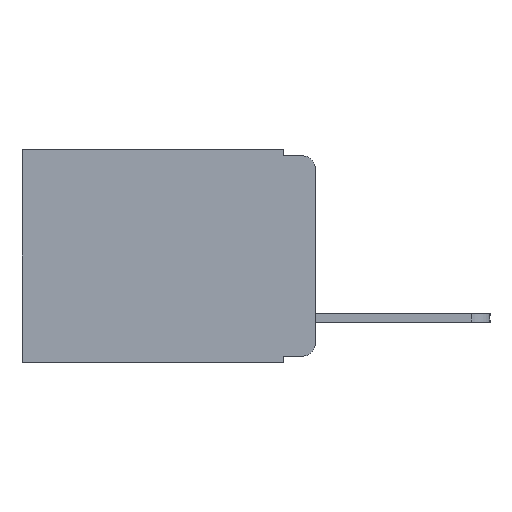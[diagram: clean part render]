
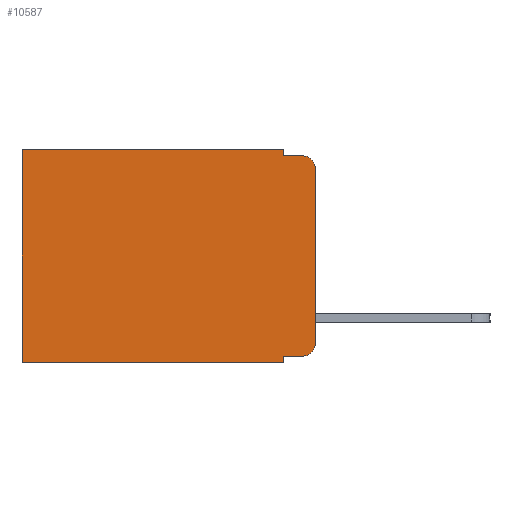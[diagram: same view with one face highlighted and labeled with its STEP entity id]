
A CAD part, left-side view. The second image highlights one B-rep face of the part: STEP entity #10587.
In plain terms, the highlighted planar face has unit normal (-1, 0, 0).
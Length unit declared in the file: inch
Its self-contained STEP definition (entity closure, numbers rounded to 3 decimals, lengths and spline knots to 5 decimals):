
#40 = CARTESIAN_POINT ( 'NONE',  ( 0.298, 0.473, 0. ) ) ;
#328 = CARTESIAN_POINT ( 'NONE',  ( 0.298, 0.473, -0.343 ) ) ;
#334 = ORIENTED_EDGE ( 'NONE', *, *, #10082, .F. ) ;
#376 = CIRCLE ( 'NONE', #15371, 0.02 ) ;
#382 = VERTEX_POINT ( 'NONE', #6515 ) ;
#845 = ORIENTED_EDGE ( 'NONE', *, *, #6558, .F. ) ;
#1087 = ORIENTED_EDGE ( 'NONE', *, *, #16043, .T. ) ;
#1318 = ORIENTED_EDGE ( 'NONE', *, *, #7462, .F. ) ;
#1398 = CARTESIAN_POINT ( 'NONE',  ( 0.298, 0.473, 0. ) ) ;
#2009 = ORIENTED_EDGE ( 'NONE', *, *, #3790, .T. ) ;
#2205 = DIRECTION ( 'NONE',  ( -1., 0., 0. ) ) ;
#2555 = EDGE_CURVE ( 'NONE', #16035, #382, #8905, .T. ) ;
#2592 = CARTESIAN_POINT ( 'NONE',  ( 0.298, 0., -0.343 ) ) ;
#3001 = VERTEX_POINT ( 'NONE', #12730 ) ;
#3241 = CARTESIAN_POINT ( 'NONE',  ( 0.298, 0., 0. ) ) ;
#3273 = VECTOR ( 'NONE', #6417, 39.37008 ) ;
#3282 = CARTESIAN_POINT ( 'NONE',  ( 0.298, 0.051, 0. ) ) ;
#3339 = LINE ( 'NONE', #15400, #10238 ) ;
#3637 = AXIS2_PLACEMENT_3D ( 'NONE', #14725, #7311, #15968 ) ;
#3790 = EDGE_CURVE ( 'NONE', #11431, #7738, #13741, .T. ) ;
#4019 = DIRECTION ( 'NONE',  ( 0., 0., -1. ) ) ;
#4150 = VERTEX_POINT ( 'NONE', #6523 ) ;
#4424 = DIRECTION ( 'NONE',  ( 0., 0., -1. ) ) ;
#4607 = CARTESIAN_POINT ( 'NONE',  ( 0.298, 0.02, -0.333 ) ) ;
#4661 = EDGE_CURVE ( 'NONE', #7738, #8236, #5400, .T. ) ;
#5219 = AXIS2_PLACEMENT_3D ( 'NONE', #3241, #16214, #8933 ) ;
#5400 = LINE ( 'NONE', #40, #8585 ) ;
#5575 = CARTESIAN_POINT ( 'NONE',  ( 0.298, 0.051, 0. ) ) ;
#5652 = VECTOR ( 'NONE', #12079, 39.37008 ) ;
#6073 = LINE ( 'NONE', #2592, #5652 ) ;
#6417 = DIRECTION ( 'NONE',  ( 0., 1., 0. ) ) ;
#6458 = ORIENTED_EDGE ( 'NONE', *, *, #8593, .F. ) ;
#6515 = CARTESIAN_POINT ( 'NONE',  ( 0.298, 0.051, -0.343 ) ) ;
#6523 = CARTESIAN_POINT ( 'NONE',  ( 0.298, 0.02, -0.01 ) ) ;
#6558 = EDGE_CURVE ( 'NONE', #11431, #13953, #3339, .T. ) ;
#6819 = CARTESIAN_POINT ( 'NONE',  ( 0.298, 0.051, -0.333 ) ) ;
#6885 = CARTESIAN_POINT ( 'NONE',  ( 0.298, 0., 0. ) ) ;
#7092 = ORIENTED_EDGE ( 'NONE', *, *, #14413, .T. ) ;
#7311 = DIRECTION ( 'NONE',  ( -1., 0., 0. ) ) ;
#7462 = EDGE_CURVE ( 'NONE', #13953, #4150, #9065, .T. ) ;
#7588 = PLANE ( 'NONE',  #5219 ) ;
#7738 = VERTEX_POINT ( 'NONE', #1398 ) ;
#8160 = ORIENTED_EDGE ( 'NONE', *, *, #8367, .T. ) ;
#8236 = VERTEX_POINT ( 'NONE', #328 ) ;
#8367 = EDGE_CURVE ( 'NONE', #3001, #4150, #376, .T. ) ;
#8492 = VECTOR ( 'NONE', #16269, 39.37008 ) ;
#8585 = VECTOR ( 'NONE', #16894, 39.37008 ) ;
#8593 = EDGE_CURVE ( 'NONE', #382, #8236, #6073, .T. ) ;
#8650 = VECTOR ( 'NONE', #12736, 39.37008 ) ;
#8905 = LINE ( 'NONE', #5575, #8492 ) ;
#8933 = DIRECTION ( 'NONE',  ( 0., 0., -1. ) ) ;
#9065 = LINE ( 'NONE', #12983, #8650 ) ;
#9961 = VECTOR ( 'NONE', #4019, 39.37008 ) ;
#10082 = EDGE_CURVE ( 'NONE', #3001, #13682, #13138, .T. ) ;
#10238 = VECTOR ( 'NONE', #4424, 39.37008 ) ;
#10333 = ORIENTED_EDGE ( 'NONE', *, *, #2555, .F. ) ;
#10445 = CIRCLE ( 'NONE', #3637, 0.02 ) ;
#10547 = CARTESIAN_POINT ( 'NONE',  ( 0.298, 0.02, -0.03 ) ) ;
#10587 = ADVANCED_FACE ( 'NONE', ( #15412 ), #7588, .F. ) ;
#10724 = CARTESIAN_POINT ( 'NONE',  ( 0.298, 0., 0. ) ) ;
#11431 = VERTEX_POINT ( 'NONE', #3282 ) ;
#11779 = DIRECTION ( 'NONE',  ( 0., 0., -1. ) ) ;
#12079 = DIRECTION ( 'NONE',  ( 0., 1., 0. ) ) ;
#12730 = CARTESIAN_POINT ( 'NONE',  ( 0.298, 0., -0.03 ) ) ;
#12736 = DIRECTION ( 'NONE',  ( 0., -1., 0. ) ) ;
#12880 = VERTEX_POINT ( 'NONE', #4607 ) ;
#12983 = CARTESIAN_POINT ( 'NONE',  ( 0.298, 0.051, -0.01 ) ) ;
#13138 = LINE ( 'NONE', #10724, #9961 ) ;
#13240 = VECTOR ( 'NONE', #14291, 39.37008 ) ;
#13525 = ORIENTED_EDGE ( 'NONE', *, *, #4661, .T. ) ;
#13682 = VERTEX_POINT ( 'NONE', #14846 ) ;
#13741 = LINE ( 'NONE', #6885, #3273 ) ;
#13953 = VERTEX_POINT ( 'NONE', #15226 ) ;
#14291 = DIRECTION ( 'NONE',  ( 0., -1., 0. ) ) ;
#14387 = EDGE_LOOP ( 'NONE', ( #334, #8160, #1318, #845, #2009, #13525, #6458, #10333, #1087, #7092 ) ) ;
#14413 = EDGE_CURVE ( 'NONE', #12880, #13682, #10445, .T. ) ;
#14725 = CARTESIAN_POINT ( 'NONE',  ( 0.298, 0.02, -0.313 ) ) ;
#14846 = CARTESIAN_POINT ( 'NONE',  ( 0.298, 0., -0.313 ) ) ;
#15226 = CARTESIAN_POINT ( 'NONE',  ( 0.298, 0.051, -0.01 ) ) ;
#15371 = AXIS2_PLACEMENT_3D ( 'NONE', #10547, #2205, #11779 ) ;
#15400 = CARTESIAN_POINT ( 'NONE',  ( 0.298, 0.051, 0. ) ) ;
#15412 = FACE_OUTER_BOUND ( 'NONE', #14387, .T. ) ;
#15522 = CARTESIAN_POINT ( 'NONE',  ( 0.298, 0.051, -0.333 ) ) ;
#15968 = DIRECTION ( 'NONE',  ( 0., 0., -1. ) ) ;
#16035 = VERTEX_POINT ( 'NONE', #15522 ) ;
#16043 = EDGE_CURVE ( 'NONE', #16035, #12880, #16476, .T. ) ;
#16214 = DIRECTION ( 'NONE',  ( 1., 0., 0. ) ) ;
#16269 = DIRECTION ( 'NONE',  ( 0., 0., -1. ) ) ;
#16476 = LINE ( 'NONE', #6819, #13240 ) ;
#16894 = DIRECTION ( 'NONE',  ( 0., 0., -1. ) ) ;
